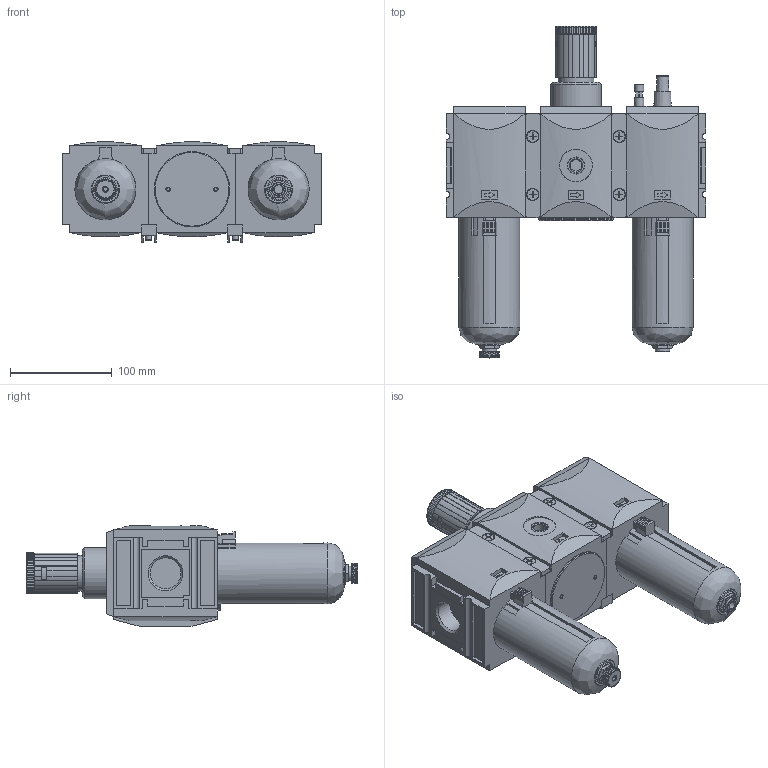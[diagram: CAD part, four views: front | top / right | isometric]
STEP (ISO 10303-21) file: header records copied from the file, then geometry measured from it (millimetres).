
FILE_DESCRIPTION( ( 'STEP AP203' ), '1' );
FILE_NAME( '92704_GG00_2_03.stp', ' ', ( ' ' ), ( ' ' ), 'PSStep 15.0.47', 'PARTsolutions', ' ' );
FILE_SCHEMA( ( 'CONFIG_CONTROL_DESIGN' ) );
Length unit declared in the file: millimetre
Products named in the file (11): 92704.GG00; _FU 6131G 1000-1; _FU 6131_0; _FU 71101G 1000-1; _FU 71101-3; _FU 6202G 1000-1; _FU 6202_0; _KP 300-1; _KP 300-3; _KP 300-2; _KP 300-4
Assembly tree (16 placements, depth 2):
  92704.GG00
    _FU 6131G 1000-1
    _FU 6131_0
    _FU 71101G 1000-1
    _FU 71101-3
    _FU 6202G 1000-1
    _FU 6202_0
    _KP 300-1  x2
    _KP 300-3  x4
    _KP 300-2  x2
    _KP 300-4  x2
Bounding box: 255 x 326 x 98.64 mm (x, y, z)
Volume: 3083415.9 mm3; surface area: 313484.1 mm2
Topology: 16 solids, 16 shells, 1352 faces, 3462 edges, 2234 vertices
Faces by surface type: plane 815, cylinder 406, cone 66, torus 63, bspline 2
Full cylindrical faces by diameter (mm): 3.2 x2, 4 x2, 5.387 x4, 6 x4, 6.4 x4, 6.5 x4, 8 x1, 8.566 x2, 9 x2, 11.3 x4, 11.445 x1, 14 x2, 16.5 x2, 16.8 x2, 20 x1, 22 x2, 23 x2, 27 x2, 30.291 x6, 32 x2, 35 x1, 50 x1, 60 x3, 74 x1
Entity records: 38312 total; most frequent: CARTESIAN_POINT 8518, ORIENTED_EDGE 6074, DIRECTION 6054, EDGE_CURVE 3037, AXIS2_PLACEMENT_3D 2055, VERTEX_POINT 2029, LINE 1944, VECTOR 1944
